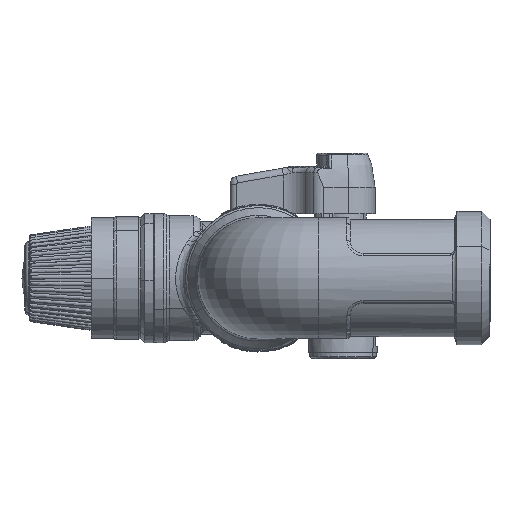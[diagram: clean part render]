
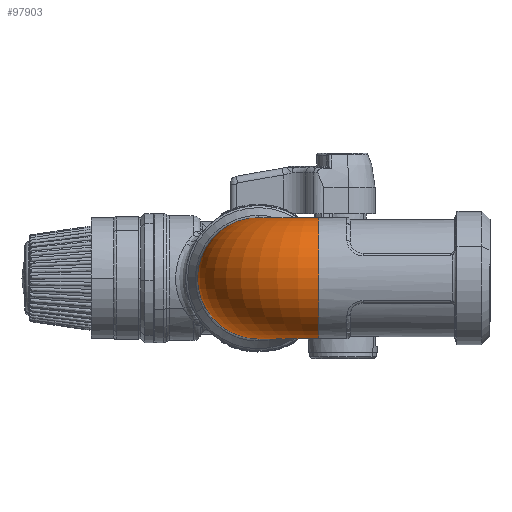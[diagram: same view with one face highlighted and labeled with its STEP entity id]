
A CAD part, left-side view. The second image highlights one B-rep face of the part: STEP entity #97903.
In plain terms, the highlighted toroidal (fillet/blend) face has major radius 15 mm and minor radius 15 mm.
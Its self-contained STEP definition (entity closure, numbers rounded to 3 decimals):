
#90919=CARTESIAN_POINT('Vertex',(-70.5,2.,-15.)) ;
#90922=CARTESIAN_POINT('Axis2P3D Location',(-70.5,2.,0.)) ;
#90926=CARTESIAN_POINT('Vertex',(-70.5,2.,15.)) ;
#97873=CARTESIAN_POINT('Axis2P3D Location',(-70.5,-13.,0.)) ;
#97878=CARTESIAN_POINT('Axis2P3D Location',(-85.5,-13.,0.)) ;
#97882=CARTESIAN_POINT('Vertex',(-85.5,-13.,-15.)) ;
#97884=CARTESIAN_POINT('Vertex',(-85.5,-13.,15.)) ;
#97887=CARTESIAN_POINT('Axis2P3D Location',(-70.5,-13.,15.)) ;
#97892=CARTESIAN_POINT('Axis2P3D Location',(-70.5,-13.,-15.)) ;
#90923=DIRECTION('Axis2P3D Direction',(1.,0.,0.)) ;
#97874=DIRECTION('Axis2P3D Direction',(0.,0.,1.)) ;
#97875=DIRECTION('Axis2P3D XDirection',(0.,1.,0.)) ;
#97879=DIRECTION('Axis2P3D Direction',(0.,1.,0.)) ;
#97888=DIRECTION('Axis2P3D Direction',(0.,0.,1.)) ;
#97893=DIRECTION('Axis2P3D Direction',(0.,0.,1.)) ;
#90924=AXIS2_PLACEMENT_3D('Circle Axis2P3D',#90922,#90923,$) ;
#97876=AXIS2_PLACEMENT_3D('Torus Axis2P3D',#97873,#97874,#97875) ;
#97880=AXIS2_PLACEMENT_3D('Circle Axis2P3D',#97878,#97879,$) ;
#97889=AXIS2_PLACEMENT_3D('Circle Axis2P3D',#97887,#97888,$) ;
#97894=AXIS2_PLACEMENT_3D('Circle Axis2P3D',#97892,#97893,$) ;
#90925=CIRCLE('generated circle',#90924,15.) ;
#97881=CIRCLE('generated circle',#97880,15.) ;
#97890=CIRCLE('generated circle',#97889,15.) ;
#97895=CIRCLE('generated circle',#97894,15.) ;
#97877=TOROIDAL_SURFACE('homeo Torus',#97876,15.,15.) ;
#90928=EDGE_CURVE('',#90920,#90927,#90925,.T.) ;
#97886=EDGE_CURVE('',#97883,#97885,#97881,.T.) ;
#97891=EDGE_CURVE('',#90927,#97885,#97890,.T.) ;
#97896=EDGE_CURVE('',#90920,#97883,#97895,.T.) ;
#97898=ORIENTED_EDGE('',*,*,#97886,.T.) ;
#97899=ORIENTED_EDGE('',*,*,#97891,.F.) ;
#97900=ORIENTED_EDGE('',*,*,#90928,.F.) ;
#97901=ORIENTED_EDGE('',*,*,#97896,.T.) ;
#97897=EDGE_LOOP('',(#97898,#97899,#97900,#97901)) ;
#90920=VERTEX_POINT('',#90919) ;
#90927=VERTEX_POINT('',#90926) ;
#97883=VERTEX_POINT('',#97882) ;
#97885=VERTEX_POINT('',#97884) ;
#97903=ADVANCED_FACE('PartBody',(#97902),#97877,.T.) ;
#97902=FACE_OUTER_BOUND('',#97897,.T.) ;
